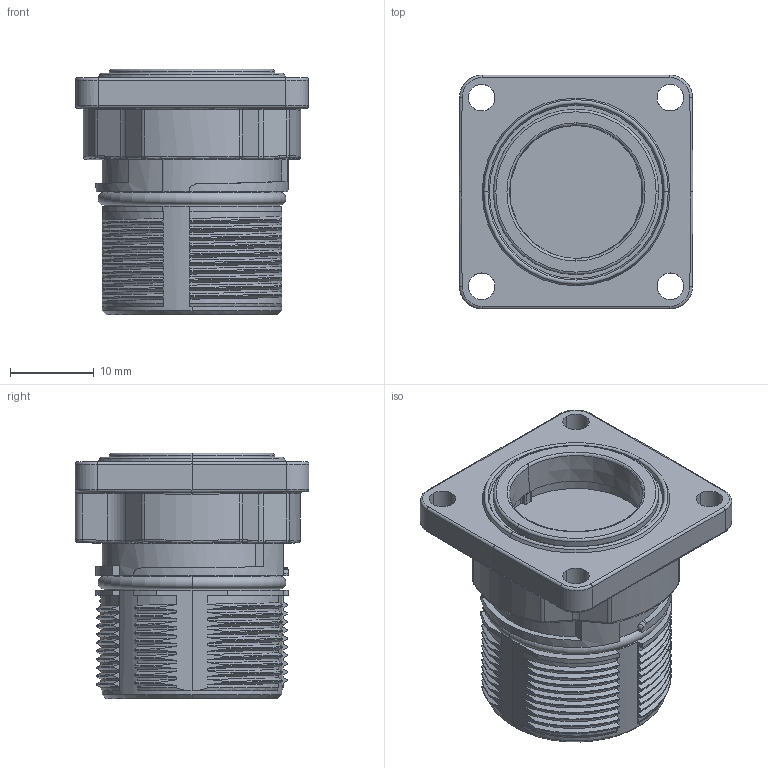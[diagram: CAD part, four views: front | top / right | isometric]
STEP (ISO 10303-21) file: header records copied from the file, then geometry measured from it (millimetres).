
FILE_DESCRIPTION((''),'2;1');
FILE_NAME('PRT0001','2024-01-05T',('lian.chen'),(''),'PRO/ENGINEER BY PARAMETRIC TECHNOLOGY CORPORATION, 2012480','PRO/ENGINEER BY PARAMETRIC TECHNOLOGY CORPORATION, 2012480','');
FILE_SCHEMA(('CONFIG_CONTROL_DESIGN'));
Length unit declared in the file: millimetre
Products named in the file (1): PRT0001
Bounding box: 28 x 28 x 29.4 mm (x, y, z)
Volume: 9309.7 mm3; surface area: 6353.9 mm2
Topology: 1 solids, 1 shells, 760 faces, 2126 edges, 1414 vertices
Faces by surface type: cylinder 247, cone 217, plane 188, bspline 62, torus 26, sphere 16, extrusion 4
Entity records: 27905 total; most frequent: CARTESIAN_POINT 9789, ORIENTED_EDGE 4236, DIRECTION 3142, EDGE_CURVE 2118, VERTEX_POINT 1414, AXIS2_PLACEMENT_3D 1211, B_SPLINE_CURVE_WITH_KNOTS 889, EDGE_LOOP 822
